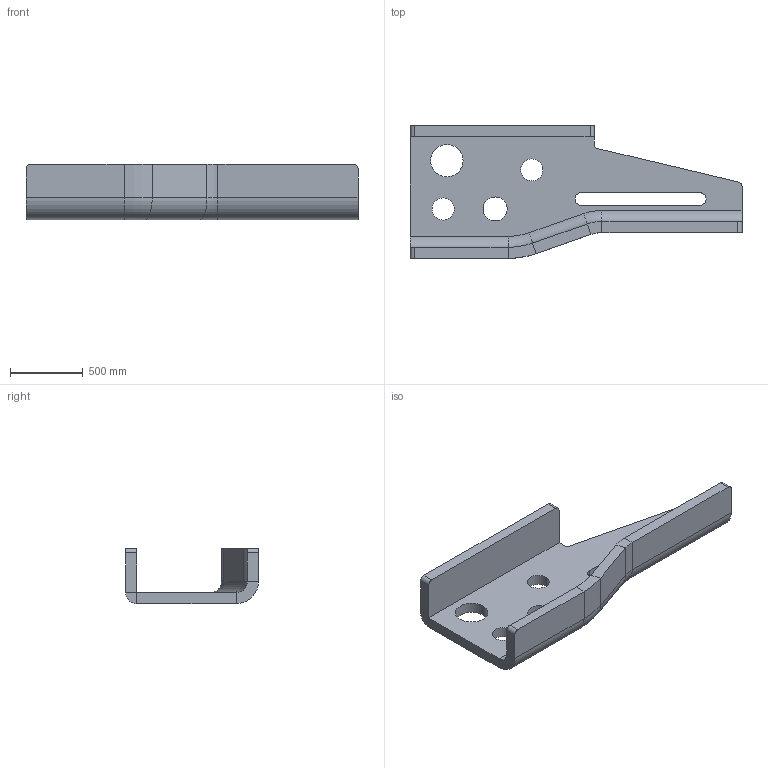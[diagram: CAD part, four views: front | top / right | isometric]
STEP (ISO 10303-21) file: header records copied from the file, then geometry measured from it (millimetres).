
FILE_DESCRIPTION((''),'2;1');
FILE_NAME('MARK','2024-03-03T19:08:02',('Conor'),(''),'CREO PARAMETRIC BY PTC INC, 2016510','CREO PARAMETRIC BY PTC INC, 2016510','');
FILE_SCHEMA(('CONFIG_CONTROL_DESIGN'));
Length unit declared in the file: inch
Products named in the file (1): MARK
Bounding box: 2286 x 914.4 x 381 mm (x, y, z)
Volume: 180610825.5 mm3; surface area: 5597518 mm2
Topology: 1 solids, 1 shells, 411 faces, 1144 edges, 752 vertices
Faces by surface type: plane 378, cylinder 29, torus 4
Entity records: 12964 total; most frequent: CARTESIAN_POINT 2307, ORIENTED_EDGE 2288, DIRECTION 2028, EDGE_CURVE 1144, VECTOR 1082, LINE 1082, VERTEX_POINT 752, AXIS2_PLACEMENT_3D 473
